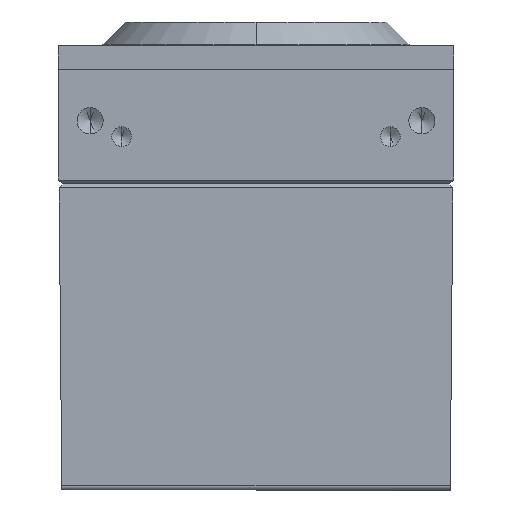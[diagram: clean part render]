
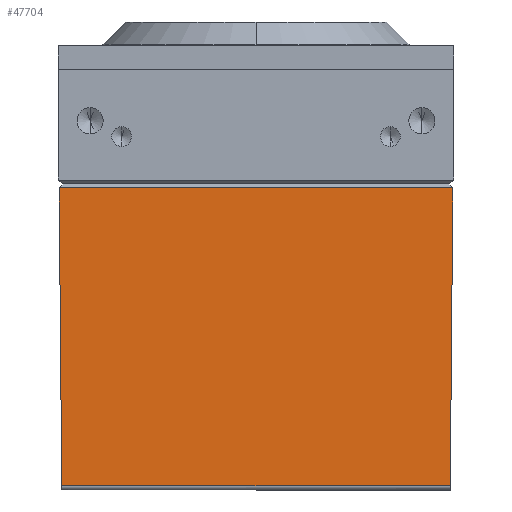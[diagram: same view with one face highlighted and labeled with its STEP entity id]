
A CAD part, left-side view. The second image highlights one B-rep face of the part: STEP entity #47704.
In plain terms, the highlighted planar face has unit normal (-1, 0, 0).
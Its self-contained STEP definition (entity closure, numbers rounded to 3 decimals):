
#2995 = VECTOR ( 'NONE', #46450, 1000. ) ;
#4264 = LINE ( 'NONE', #50234, #2995 ) ;
#5104 = EDGE_CURVE ( 'NONE', #50245, #15830, #26166, .T. ) ;
#5301 = EDGE_CURVE ( 'NONE', #52588, #52249, #44016, .T. ) ;
#5652 = VECTOR ( 'NONE', #31005, 1000. ) ;
#6686 = DIRECTION ( 'NONE',  ( 0., -0.009, 1. ) ) ;
#7392 = LINE ( 'NONE', #19456, #49674 ) ;
#8865 = VECTOR ( 'NONE', #27405, 1000. ) ;
#9587 = VERTEX_POINT ( 'NONE', #44432 ) ;
#11192 = PLANE ( 'NONE',  #49787 ) ;
#12540 = EDGE_CURVE ( 'NONE', #52588, #47065, #52665, .T. ) ;
#12988 = FACE_OUTER_BOUND ( 'NONE', #38899, .T. ) ;
#14031 = VECTOR ( 'NONE', #6686, 1000. ) ;
#14135 = EDGE_CURVE ( 'NONE', #15830, #9587, #47941, .T. ) ;
#14926 = CARTESIAN_POINT ( 'NONE',  ( -58.958, -16.999, 8.892 ) ) ;
#15279 = DIRECTION ( 'NONE',  ( -1., 0., 0. ) ) ;
#15830 = VERTEX_POINT ( 'NONE', #52134 ) ;
#16129 = VECTOR ( 'NONE', #40877, 1000. ) ;
#16948 = ORIENTED_EDGE ( 'NONE', *, *, #14135, .T. ) ;
#18105 = ORIENTED_EDGE ( 'NONE', *, *, #26770, .T. ) ;
#19456 = CARTESIAN_POINT ( 'NONE',  ( -58.958, -16.689, -26.16 ) ) ;
#23836 = CARTESIAN_POINT ( 'NONE',  ( -58.958, -16.999, 8.892 ) ) ;
#25417 = ORIENTED_EDGE ( 'NONE', *, *, #5104, .T. ) ;
#26088 = ORIENTED_EDGE ( 'NONE', *, *, #12540, .F. ) ;
#26166 = LINE ( 'NONE', #51612, #14031 ) ;
#26770 = EDGE_CURVE ( 'NONE', #52249, #50245, #7392, .T. ) ;
#27284 = DIRECTION ( 'NONE',  ( 0., -1., 0. ) ) ;
#27405 = DIRECTION ( 'NONE',  ( 0., 0., 1. ) ) ;
#31005 = DIRECTION ( 'NONE',  ( 0., -0.009, -1. ) ) ;
#31734 = CARTESIAN_POINT ( 'NONE',  ( -58.958, 32.479, -26.16 ) ) ;
#36187 = CARTESIAN_POINT ( 'NONE',  ( -58.958, 32.785, 11.567 ) ) ;
#36257 = EDGE_CURVE ( 'NONE', #9587, #47065, #4264, .T. ) ;
#38899 = EDGE_LOOP ( 'NONE', ( #16948, #41371, #26088, #46302, #18105, #25417 ) ) ;
#40877 = DIRECTION ( 'NONE',  ( 0., 0., 1. ) ) ;
#41371 = ORIENTED_EDGE ( 'NONE', *, *, #36257, .T. ) ;
#44016 = LINE ( 'NONE', #51485, #5652 ) ;
#44432 = CARTESIAN_POINT ( 'NONE',  ( -58.958, -16.999, 11.567 ) ) ;
#44928 = CARTESIAN_POINT ( 'NONE',  ( -58.958, -16.693, -26.16 ) ) ;
#46302 = ORIENTED_EDGE ( 'NONE', *, *, #5301, .T. ) ;
#46450 = DIRECTION ( 'NONE',  ( 0., 1., 0. ) ) ;
#46792 = CARTESIAN_POINT ( 'NONE',  ( -58.958, 32.785, 8.892 ) ) ;
#47065 = VERTEX_POINT ( 'NONE', #36187 ) ;
#47514 = DIRECTION ( 'NONE',  ( 0., 1., 0. ) ) ;
#47704 = ADVANCED_FACE ( 'NONE', ( #12988 ), #11192, .T. ) ;
#47941 = LINE ( 'NONE', #23836, #8865 ) ;
#48990 = CARTESIAN_POINT ( 'NONE',  ( -58.958, 32.785, 8.892 ) ) ;
#49674 = VECTOR ( 'NONE', #27284, 1000. ) ;
#49787 = AXIS2_PLACEMENT_3D ( 'NONE', #14926, #15279, #47514 ) ;
#50234 = CARTESIAN_POINT ( 'NONE',  ( -58.958, -16.999, 11.567 ) ) ;
#50245 = VERTEX_POINT ( 'NONE', #44928 ) ;
#51485 = CARTESIAN_POINT ( 'NONE',  ( -58.958, 32.785, 8.892 ) ) ;
#51612 = CARTESIAN_POINT ( 'NONE',  ( -58.958, -16.689, -26.668 ) ) ;
#52134 = CARTESIAN_POINT ( 'NONE',  ( -58.958, -16.999, 8.892 ) ) ;
#52249 = VERTEX_POINT ( 'NONE', #31734 ) ;
#52588 = VERTEX_POINT ( 'NONE', #46792 ) ;
#52665 = LINE ( 'NONE', #48990, #16129 ) ;
